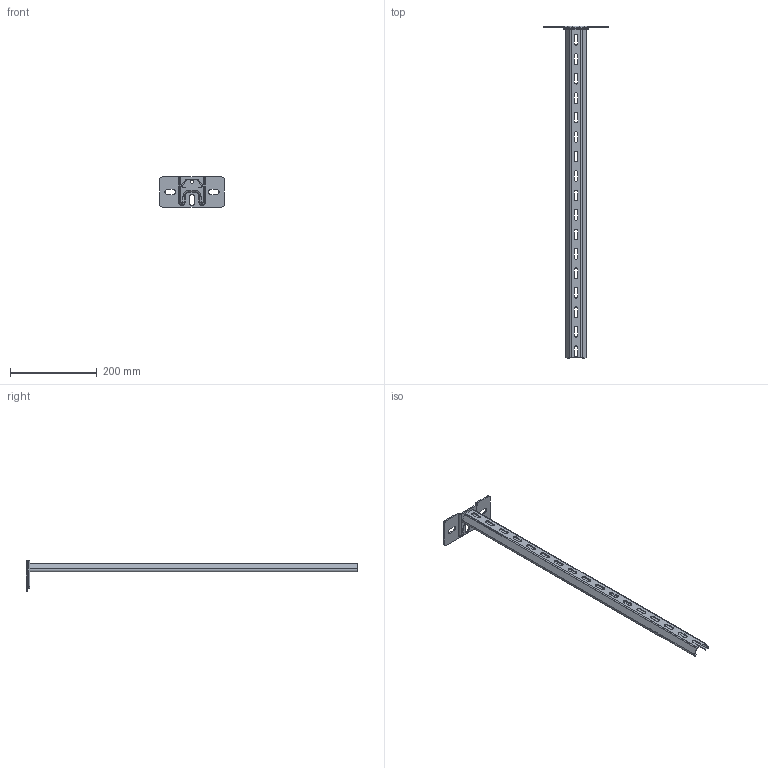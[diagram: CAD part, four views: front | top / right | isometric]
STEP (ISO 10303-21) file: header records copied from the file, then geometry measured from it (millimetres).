
FILE_DESCRIPTION (( 'STEP AP203' ), '1' );
FILE_NAME ('01-02-1074.STEP', '2013-05-02T11:41:28', ( 'asennus' ), ( '' ), 'SwSTEP 2.0', 'SolidWorks 2013', '' );
FILE_SCHEMA (( 'CONFIG_CONTROL_DESIGN' ));
Length unit declared in the file: millimetre
Products named in the file (1): 01-02-1074
Bounding box: 150 x 767 x 70 mm (x, y, z)
Volume: 122094 mm3; surface area: 147877.1 mm2
Topology: 2 solids, 2 shells, 172 faces, 472 edges, 304 vertices
Faces by surface type: cylinder 84, plane 72, torus 16
Entity records: 5643 total; most frequent: DIRECTION 1002, CARTESIAN_POINT 949, ORIENTED_EDGE 944, EDGE_CURVE 472, AXIS2_PLACEMENT_3D 357, VERTEX_POINT 304, VECTOR 288, LINE 288
